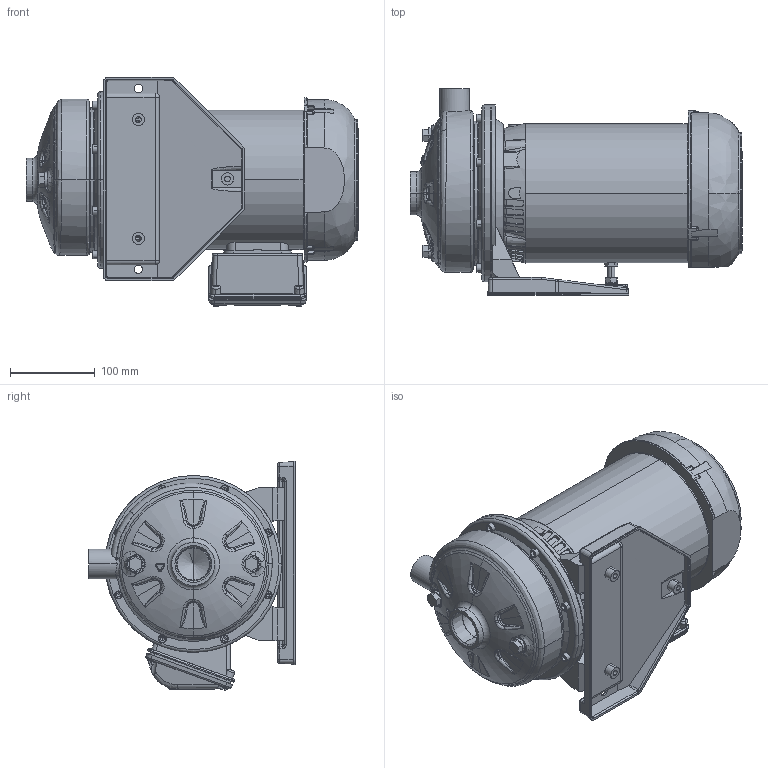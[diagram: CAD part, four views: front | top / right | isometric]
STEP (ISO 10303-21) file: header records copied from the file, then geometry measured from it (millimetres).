
FILE_DESCRIPTION (( 'STEP AP203' ), '1' );
FILE_NAME ('3K112WT3.STEP', '2020-12-29T21:24:13', ( '' ), ( '' ), 'SwSTEP 2.0', 'SolidWorks 2020', '' );
FILE_SCHEMA (( 'CONFIG_CONTROL_DESIGN' ));
Length unit declared in the file: inch
Products named in the file (1): 3K112WT3
Bounding box: 390.63 x 242.89 x 270.44 mm (x, y, z)
Volume: 8893305 mm3; surface area: 726497.8 mm2
Topology: 26 solids, 42 shells, 2227 faces, 5673 edges, 3575 vertices
Faces by surface type: plane 851, cylinder 525, cone 443, bspline 320, torus 74, sphere 14
Entity records: 88263 total; most frequent: CARTESIAN_POINT 37725, ORIENTED_EDGE 11238, DIRECTION 9666, EDGE_CURVE 5619, AXIS2_PLACEMENT_3D 3670, VERTEX_POINT 3575, EDGE_LOOP 2392, VECTOR 2326
